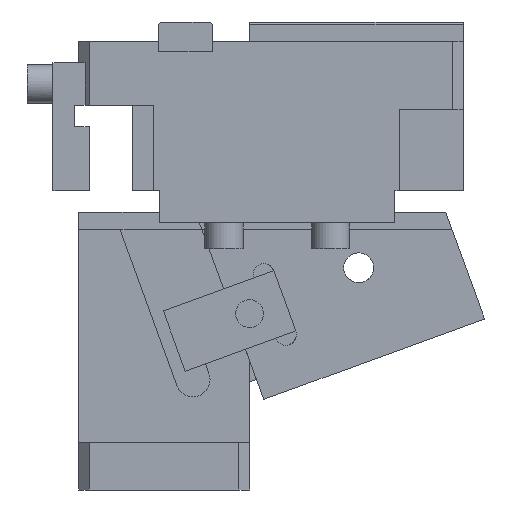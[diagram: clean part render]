
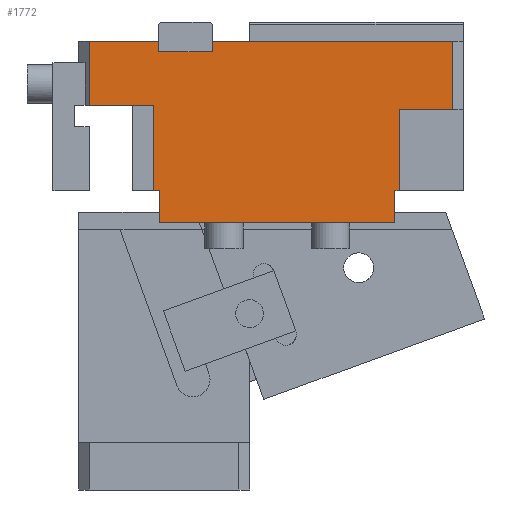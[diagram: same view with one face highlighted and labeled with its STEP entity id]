
A CAD part, front view. The second image highlights one B-rep face of the part: STEP entity #1772.
In plain terms, the highlighted planar face has unit normal (0, -1, 0).
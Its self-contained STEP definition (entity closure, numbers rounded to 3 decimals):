
#598=CARTESIAN_POINT('Vertex',(5.,-57.5,0.)) ;
#601=CARTESIAN_POINT('Line Origine',(21.25,-57.5,0.)) ;
#605=CARTESIAN_POINT('Vertex',(37.5,-57.5,0.)) ;
#832=CARTESIAN_POINT('Vertex',(62.5,-57.5,0.)) ;
#835=CARTESIAN_POINT('Line Origine',(118.75,-57.5,0.)) ;
#839=CARTESIAN_POINT('Vertex',(175.,-57.5,0.)) ;
#1020=CARTESIAN_POINT('Vertex',(150.,-57.5,-32.)) ;
#1027=CARTESIAN_POINT('Vertex',(175.,-57.5,-32.)) ;
#1030=CARTESIAN_POINT('Line Origine',(162.5,-57.5,-32.)) ;
#1066=CARTESIAN_POINT('Line Origine',(175.,-57.5,-16.)) ;
#1640=CARTESIAN_POINT('Vertex',(35.,-57.5,-30.)) ;
#1654=CARTESIAN_POINT('Vertex',(35.,-57.5,-45.5)) ;
#1657=CARTESIAN_POINT('Line Origine',(35.,-57.5,-37.75)) ;
#1670=CARTESIAN_POINT('Axis2P3D Location',(0.,-57.5,0.)) ;
#1675=CARTESIAN_POINT('Line Origine',(62.5,-57.5,-2.5)) ;
#1679=CARTESIAN_POINT('Vertex',(62.5,-57.5,-5.)) ;
#1682=CARTESIAN_POINT('Line Origine',(50.,-57.5,-5.)) ;
#1686=CARTESIAN_POINT('Vertex',(37.5,-57.5,-5.)) ;
#1689=CARTESIAN_POINT('Line Origine',(37.5,-57.5,-2.5)) ;
#1694=CARTESIAN_POINT('Line Origine',(5.,-57.5,-15.)) ;
#1698=CARTESIAN_POINT('Vertex',(5.,-57.5,-30.)) ;
#1701=CARTESIAN_POINT('Line Origine',(20.,-57.5,-30.)) ;
#1706=CARTESIAN_POINT('Line Origine',(35.,-57.5,-57.75)) ;
#1710=CARTESIAN_POINT('Vertex',(35.,-57.5,-70.)) ;
#1713=CARTESIAN_POINT('Line Origine',(36.5,-57.5,-70.)) ;
#1717=CARTESIAN_POINT('Vertex',(38.,-57.5,-70.)) ;
#1720=CARTESIAN_POINT('Line Origine',(38.,-57.5,-77.5)) ;
#1724=CARTESIAN_POINT('Vertex',(38.,-57.5,-85.)) ;
#1727=CARTESIAN_POINT('Line Origine',(93.,-57.5,-85.)) ;
#1731=CARTESIAN_POINT('Vertex',(148.,-57.5,-85.)) ;
#1734=CARTESIAN_POINT('Line Origine',(148.,-57.5,-77.5)) ;
#1738=CARTESIAN_POINT('Vertex',(148.,-57.5,-70.)) ;
#1741=CARTESIAN_POINT('Line Origine',(149.,-57.5,-70.)) ;
#1745=CARTESIAN_POINT('Vertex',(150.,-57.5,-70.)) ;
#1748=CARTESIAN_POINT('Line Origine',(150.,-57.5,-51.)) ;
#602=DIRECTION('Vector Direction',(1.,0.,0.)) ;
#836=DIRECTION('Vector Direction',(1.,0.,0.)) ;
#1031=DIRECTION('Vector Direction',(-1.,0.,0.)) ;
#1067=DIRECTION('Vector Direction',(0.,0.,1.)) ;
#1658=DIRECTION('Vector Direction',(0.,0.,1.)) ;
#1671=DIRECTION('Axis2P3D Direction',(0.,1.,0.)) ;
#1672=DIRECTION('Axis2P3D XDirection',(0.,0.,1.)) ;
#1676=DIRECTION('Vector Direction',(0.,0.,-1.)) ;
#1683=DIRECTION('Vector Direction',(1.,0.,0.)) ;
#1690=DIRECTION('Vector Direction',(0.,0.,1.)) ;
#1695=DIRECTION('Vector Direction',(0.,0.,-1.)) ;
#1702=DIRECTION('Vector Direction',(-1.,0.,0.)) ;
#1707=DIRECTION('Vector Direction',(0.,0.,1.)) ;
#1714=DIRECTION('Vector Direction',(-1.,0.,0.)) ;
#1721=DIRECTION('Vector Direction',(0.,0.,1.)) ;
#1728=DIRECTION('Vector Direction',(-1.,0.,0.)) ;
#1735=DIRECTION('Vector Direction',(0.,0.,1.)) ;
#1742=DIRECTION('Vector Direction',(-1.,0.,0.)) ;
#1749=DIRECTION('Vector Direction',(0.,0.,1.)) ;
#1673=AXIS2_PLACEMENT_3D('Plane Axis2P3D',#1670,#1671,#1672) ;
#1754=ORIENTED_EDGE('',*,*,#1034,.F.) ;
#1755=ORIENTED_EDGE('',*,*,#1070,.T.) ;
#1756=ORIENTED_EDGE('',*,*,#841,.F.) ;
#1757=ORIENTED_EDGE('',*,*,#1681,.T.) ;
#1758=ORIENTED_EDGE('',*,*,#1688,.F.) ;
#1759=ORIENTED_EDGE('',*,*,#1693,.T.) ;
#1760=ORIENTED_EDGE('',*,*,#607,.F.) ;
#1761=ORIENTED_EDGE('',*,*,#1700,.T.) ;
#1762=ORIENTED_EDGE('',*,*,#1705,.F.) ;
#1763=ORIENTED_EDGE('',*,*,#1661,.F.) ;
#1764=ORIENTED_EDGE('',*,*,#1712,.F.) ;
#1765=ORIENTED_EDGE('',*,*,#1719,.F.) ;
#1766=ORIENTED_EDGE('',*,*,#1726,.F.) ;
#1767=ORIENTED_EDGE('',*,*,#1733,.F.) ;
#1768=ORIENTED_EDGE('',*,*,#1740,.T.) ;
#1769=ORIENTED_EDGE('',*,*,#1747,.F.) ;
#1770=ORIENTED_EDGE('',*,*,#1752,.T.) ;
#603=VECTOR('Line Direction',#602,1.) ;
#837=VECTOR('Line Direction',#836,1.) ;
#1032=VECTOR('Line Direction',#1031,1.) ;
#1068=VECTOR('Line Direction',#1067,1.) ;
#1659=VECTOR('Line Direction',#1658,1.) ;
#1677=VECTOR('Line Direction',#1676,1.) ;
#1684=VECTOR('Line Direction',#1683,1.) ;
#1691=VECTOR('Line Direction',#1690,1.) ;
#1696=VECTOR('Line Direction',#1695,1.) ;
#1703=VECTOR('Line Direction',#1702,1.) ;
#1708=VECTOR('Line Direction',#1707,1.) ;
#1715=VECTOR('Line Direction',#1714,1.) ;
#1722=VECTOR('Line Direction',#1721,1.) ;
#1729=VECTOR('Line Direction',#1728,1.) ;
#1736=VECTOR('Line Direction',#1735,1.) ;
#1743=VECTOR('Line Direction',#1742,1.) ;
#1750=VECTOR('Line Direction',#1749,1.) ;
#1772=ADVANCED_FACE('CAM HOLDER',(#1771),#1674,.F.) ;
#607=EDGE_CURVE('',#599,#606,#604,.T.) ;
#841=EDGE_CURVE('',#833,#840,#838,.T.) ;
#1034=EDGE_CURVE('',#1028,#1021,#1033,.T.) ;
#1070=EDGE_CURVE('',#1028,#840,#1069,.T.) ;
#1661=EDGE_CURVE('',#1655,#1641,#1660,.T.) ;
#1681=EDGE_CURVE('',#833,#1680,#1678,.T.) ;
#1688=EDGE_CURVE('',#1687,#1680,#1685,.T.) ;
#1693=EDGE_CURVE('',#1687,#606,#1692,.T.) ;
#1700=EDGE_CURVE('',#599,#1699,#1697,.T.) ;
#1705=EDGE_CURVE('',#1641,#1699,#1704,.T.) ;
#1712=EDGE_CURVE('',#1711,#1655,#1709,.T.) ;
#1719=EDGE_CURVE('',#1718,#1711,#1716,.T.) ;
#1726=EDGE_CURVE('',#1725,#1718,#1723,.T.) ;
#1733=EDGE_CURVE('',#1732,#1725,#1730,.T.) ;
#1740=EDGE_CURVE('',#1732,#1739,#1737,.T.) ;
#1747=EDGE_CURVE('',#1746,#1739,#1744,.T.) ;
#1752=EDGE_CURVE('',#1746,#1021,#1751,.T.) ;
#1753=EDGE_LOOP('',(#1754,#1755,#1756,#1757,#1758,#1759,#1760,#1761,#1762,#1763,#1764,#1765,#1766,#1767,#1768,#1769,#1770)) ;
#1771=FACE_OUTER_BOUND('',#1753,.T.) ;
#604=LINE('Line',#601,#603) ;
#838=LINE('Line',#835,#837) ;
#1033=LINE('Line',#1030,#1032) ;
#1069=LINE('Line',#1066,#1068) ;
#1660=LINE('Line',#1657,#1659) ;
#1678=LINE('Line',#1675,#1677) ;
#1685=LINE('Line',#1682,#1684) ;
#1692=LINE('Line',#1689,#1691) ;
#1697=LINE('Line',#1694,#1696) ;
#1704=LINE('Line',#1701,#1703) ;
#1709=LINE('Line',#1706,#1708) ;
#1716=LINE('Line',#1713,#1715) ;
#1723=LINE('Line',#1720,#1722) ;
#1730=LINE('Line',#1727,#1729) ;
#1737=LINE('Line',#1734,#1736) ;
#1744=LINE('Line',#1741,#1743) ;
#1751=LINE('Line',#1748,#1750) ;
#1674=PLANE('Plane',#1673) ;
#599=VERTEX_POINT('',#598) ;
#606=VERTEX_POINT('',#605) ;
#833=VERTEX_POINT('',#832) ;
#840=VERTEX_POINT('',#839) ;
#1021=VERTEX_POINT('',#1020) ;
#1028=VERTEX_POINT('',#1027) ;
#1641=VERTEX_POINT('',#1640) ;
#1655=VERTEX_POINT('',#1654) ;
#1680=VERTEX_POINT('',#1679) ;
#1687=VERTEX_POINT('',#1686) ;
#1699=VERTEX_POINT('',#1698) ;
#1711=VERTEX_POINT('',#1710) ;
#1718=VERTEX_POINT('',#1717) ;
#1725=VERTEX_POINT('',#1724) ;
#1732=VERTEX_POINT('',#1731) ;
#1739=VERTEX_POINT('',#1738) ;
#1746=VERTEX_POINT('',#1745) ;
